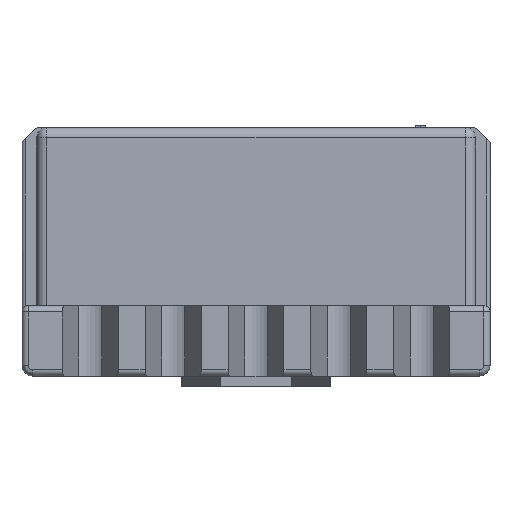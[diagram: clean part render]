
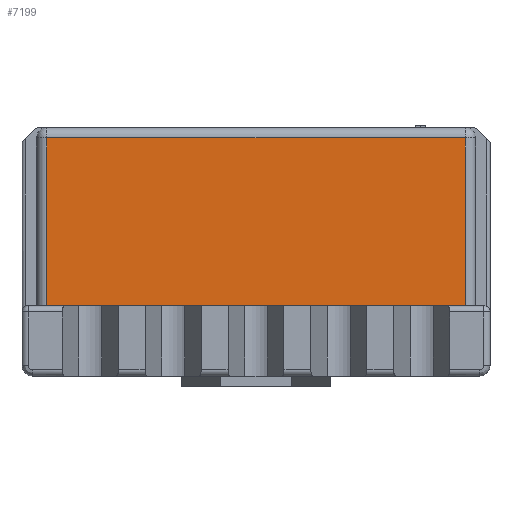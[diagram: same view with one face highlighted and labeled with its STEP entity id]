
A CAD part, front view. The second image highlights one B-rep face of the part: STEP entity #7199.
In plain terms, the highlighted planar face has unit normal (0, -1, 0).
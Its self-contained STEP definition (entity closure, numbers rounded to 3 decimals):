
#1763=DIRECTION('',(0.,0.,-1.));
#1764=VECTOR('',#1763,4.05);
#1765=CARTESIAN_POINT('',(5.05,-1.675,-0.25));
#1766=LINE('',#1765,#1764);
#1767=DIRECTION('',(1.,0.,0.));
#1768=VECTOR('',#1767,0.553);
#1769=CARTESIAN_POINT('',(4.497,-1.675,-4.3));
#1770=LINE('',#1769,#1768);
#1771=DIRECTION('',(-1.,0.,0.));
#1772=VECTOR('',#1771,0.994);
#1773=CARTESIAN_POINT('',(4.497,-1.675,-4.3));
#1774=LINE('',#1773,#1772);
#1775=DIRECTION('',(1.,0.,0.));
#1776=VECTOR('',#1775,1.006);
#1777=CARTESIAN_POINT('',(2.497,-1.675,-4.3));
#1778=LINE('',#1777,#1776);
#1779=DIRECTION('',(-1.,0.,0.));
#1780=VECTOR('',#1779,0.994);
#1781=CARTESIAN_POINT('',(2.497,-1.675,-4.3));
#1782=LINE('',#1781,#1780);
#1783=DIRECTION('',(1.,0.,0.));
#1784=VECTOR('',#1783,1.006);
#1785=CARTESIAN_POINT('',(0.497,-1.675,-4.3));
#1786=LINE('',#1785,#1784);
#1787=DIRECTION('',(-1.,0.,0.));
#1788=VECTOR('',#1787,0.994);
#1789=CARTESIAN_POINT('',(0.497,-1.675,-4.3));
#1790=LINE('',#1789,#1788);
#1791=DIRECTION('',(1.,0.,0.));
#1792=VECTOR('',#1791,1.006);
#1793=CARTESIAN_POINT('',(-1.503,-1.675,-4.3));
#1794=LINE('',#1793,#1792);
#1795=DIRECTION('',(-1.,0.,0.));
#1796=VECTOR('',#1795,0.994);
#1797=CARTESIAN_POINT('',(-1.503,-1.675,-4.3));
#1798=LINE('',#1797,#1796);
#1799=DIRECTION('',(1.,0.,0.));
#1800=VECTOR('',#1799,1.006);
#1801=CARTESIAN_POINT('',(-3.503,-1.675,-4.3));
#1802=LINE('',#1801,#1800);
#1803=DIRECTION('',(-1.,0.,0.));
#1804=VECTOR('',#1803,0.994);
#1805=CARTESIAN_POINT('',(-3.503,-1.675,-4.3));
#1806=LINE('',#1805,#1804);
#1807=DIRECTION('',(1.,0.,0.));
#1808=VECTOR('',#1807,0.553);
#1809=CARTESIAN_POINT('',(-5.05,-1.675,-4.3));
#1810=LINE('',#1809,#1808);
#1811=DIRECTION('',(0.,0.,-1.));
#1812=VECTOR('',#1811,4.05);
#1813=CARTESIAN_POINT('',(-5.05,-1.675,-0.25));
#1814=LINE('',#1813,#1812);
#1815=DIRECTION('',(1.,0.,0.));
#1816=VECTOR('',#1815,10.1);
#1817=CARTESIAN_POINT('',(-5.05,-1.675,-0.25));
#1818=LINE('',#1817,#1816);
#4203=CARTESIAN_POINT('',(4.497,-1.675,-4.3));
#4204=CARTESIAN_POINT('',(3.503,-1.675,-4.3));
#4205=VERTEX_POINT('',#4203);
#4206=VERTEX_POINT('',#4204);
#4311=CARTESIAN_POINT('',(2.497,-1.675,-4.3));
#4312=VERTEX_POINT('',#4311);
#4313=CARTESIAN_POINT('',(1.503,-1.675,-4.3));
#4314=VERTEX_POINT('',#4313);
#4371=CARTESIAN_POINT('',(0.497,-1.675,-4.3));
#4372=VERTEX_POINT('',#4371);
#4373=CARTESIAN_POINT('',(-0.497,-1.675,-4.3));
#4374=VERTEX_POINT('',#4373);
#4431=CARTESIAN_POINT('',(-1.503,-1.675,-4.3));
#4432=VERTEX_POINT('',#4431);
#4433=CARTESIAN_POINT('',(-2.497,-1.675,-4.3));
#4434=VERTEX_POINT('',#4433);
#4491=CARTESIAN_POINT('',(-3.503,-1.675,-4.3));
#4492=VERTEX_POINT('',#4491);
#4493=CARTESIAN_POINT('',(-4.497,-1.675,-4.3));
#4494=VERTEX_POINT('',#4493);
#4635=CARTESIAN_POINT('',(-5.05,-1.675,-4.3));
#4637=VERTEX_POINT('',#4635);
#4640=CARTESIAN_POINT('',(5.05,-1.675,-4.3));
#4642=VERTEX_POINT('',#4640);
#5131=CARTESIAN_POINT('',(5.05,-1.675,-0.25));
#5132=VERTEX_POINT('',#5131);
#5135=CARTESIAN_POINT('',(-5.05,-1.675,-0.25));
#5136=VERTEX_POINT('',#5135);
#7172=CARTESIAN_POINT('',(-5.3,-1.675,0.));
#7173=DIRECTION('',(0.,-1.,0.));
#7174=DIRECTION('',(1.,0.,0.));
#7175=AXIS2_PLACEMENT_3D('',#7172,#7173,#7174);
#7176=PLANE('',#7175);
#7178=ORIENTED_EDGE('',*,*,#7177,.T.);
#7179=ORIENTED_EDGE('',*,*,#6620,.F.);
#7180=ORIENTED_EDGE('',*,*,#7142,.T.);
#7181=ORIENTED_EDGE('',*,*,#6533,.F.);
#7182=ORIENTED_EDGE('',*,*,#6681,.T.);
#7183=ORIENTED_EDGE('',*,*,#6549,.F.);
#7185=ORIENTED_EDGE('',*,*,#7184,.T.);
#7186=ORIENTED_EDGE('',*,*,#6565,.F.);
#7188=ORIENTED_EDGE('',*,*,#7187,.T.);
#7189=ORIENTED_EDGE('',*,*,#6581,.F.);
#7191=ORIENTED_EDGE('',*,*,#7190,.T.);
#7192=ORIENTED_EDGE('',*,*,#6604,.F.);
#7194=ORIENTED_EDGE('',*,*,#7193,.F.);
#7196=ORIENTED_EDGE('',*,*,#7195,.T.);
#7197=EDGE_LOOP('',(#7178,#7179,#7180,#7181,#7182,#7183,#7185,#7186,#7188,#7189,
#7191,#7192,#7194,#7196));
#7198=FACE_OUTER_BOUND('',#7197,.F.);
#6533=EDGE_CURVE('',#4312,#4206,#1778,.T.);
#6549=EDGE_CURVE('',#4372,#4314,#1786,.T.);
#6565=EDGE_CURVE('',#4432,#4374,#1794,.T.);
#6581=EDGE_CURVE('',#4492,#4434,#1802,.T.);
#6604=EDGE_CURVE('',#4637,#4494,#1810,.T.);
#6620=EDGE_CURVE('',#4205,#4642,#1770,.T.);
#6681=EDGE_CURVE('',#4312,#4314,#1782,.T.);
#7142=EDGE_CURVE('',#4205,#4206,#1774,.T.);
#7177=EDGE_CURVE('',#5132,#4642,#1766,.T.);
#7184=EDGE_CURVE('',#4372,#4374,#1790,.T.);
#7187=EDGE_CURVE('',#4432,#4434,#1798,.T.);
#7190=EDGE_CURVE('',#4492,#4494,#1806,.T.);
#7193=EDGE_CURVE('',#5136,#4637,#1814,.T.);
#7195=EDGE_CURVE('',#5136,#5132,#1818,.T.);
#7199=ADVANCED_FACE('',(#7198),#7176,.T.);
